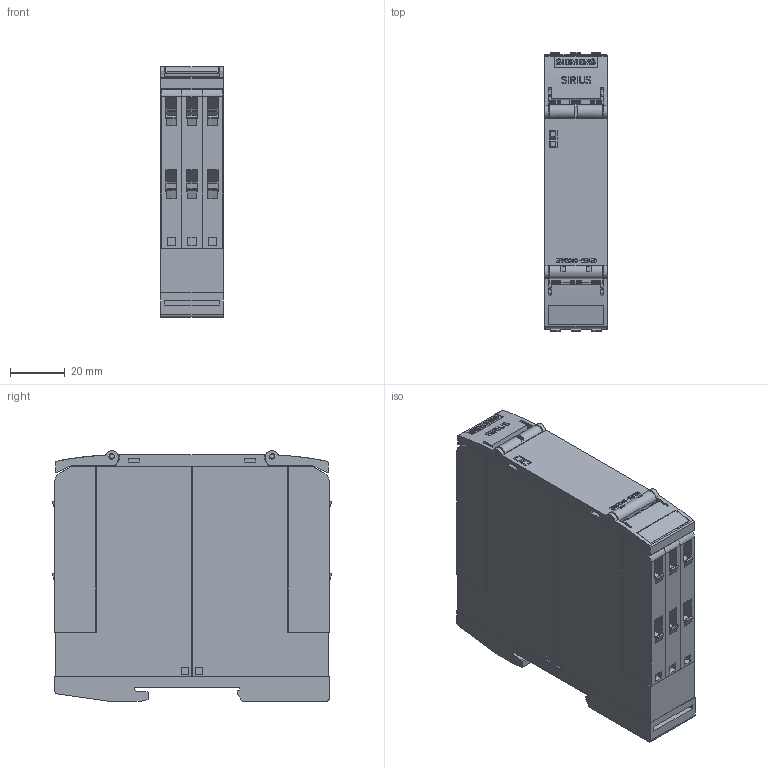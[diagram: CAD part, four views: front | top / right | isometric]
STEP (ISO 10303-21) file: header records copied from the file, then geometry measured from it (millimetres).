
FILE_DESCRIPTION(('STEP AP214'),'1');
FILE_NAME('cctmp_6288A15A-292F-496E-BD4C-A2AFAF87143A_2023_07_21_09_43_56_0398..stp','2023-07-21T07:43:58',('SIEMENS A&D'),('CADClick - www.CADClick.com'),'Spatial InterOp 3D postprocessed',' ','unknown authorization');
FILE_SCHEMA(('AUTOMOTIVE_DESIGN'));
Length unit declared in the file: millimetre
Products named in the file (1): 2023_07_21_09_43_56_0340
Bounding box: 22.8 x 101.96 x 91.42 mm (x, y, z)
Volume: 190071.2 mm3; surface area: 52038.6 mm2
Topology: 1 solids, 1 shells, 1548 faces, 4378 edges, 2904 vertices
Faces by surface type: plane 1323, cylinder 209, torus 16
Entity records: 83848 total; most frequent: CARTESIAN_POINT 9387, STYLED_ITEM 8823, PRESENTATION_STYLE_ASSIGNMENT 8823, ORIENTED_EDGE 8740, DIRECTION 7965, EDGE_CURVE 4370, CURVE_STYLE 4370, DRAUGHTING_PRE_DEFINED_CURVE_FONT 4370
